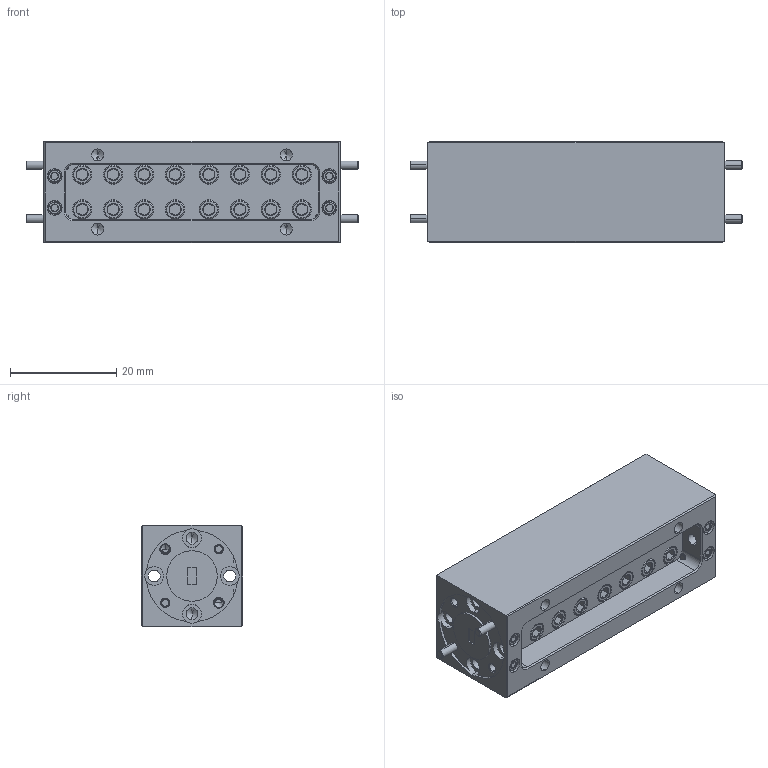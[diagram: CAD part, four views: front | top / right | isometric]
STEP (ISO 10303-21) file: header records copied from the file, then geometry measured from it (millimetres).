
FILE_DESCRIPTION (( 'STEP AP203' ), '1' );
FILE_NAME ('WF-BE-A-2.2.STEP', '2024-12-02T23:23:31', ( '' ), ( '' ), 'SwSTEP 2.0', 'SolidWorks 2021', '' );
FILE_SCHEMA (( 'CONFIG_CONTROL_DESIGN' ));
Length unit declared in the file: inch
Products named in the file (1): WF-BE-A-2.2
Bounding box: 62.61 x 19.05 x 19.05 mm (x, y, z)
Volume: 13746 mm3; surface area: 8545.2 mm2
Topology: 25 solids, 25 shells, 790 faces, 1624 edges, 936 vertices
Faces by surface type: cone 296, plane 282, cylinder 212
Entity records: 21147 total; most frequent: CARTESIAN_POINT 4387, DIRECTION 3714, ORIENTED_EDGE 3200, EDGE_CURVE 1600, AXIS2_PLACEMENT_3D 1495, VERTEX_POINT 936, EDGE_LOOP 890, ADVANCED_FACE 790
